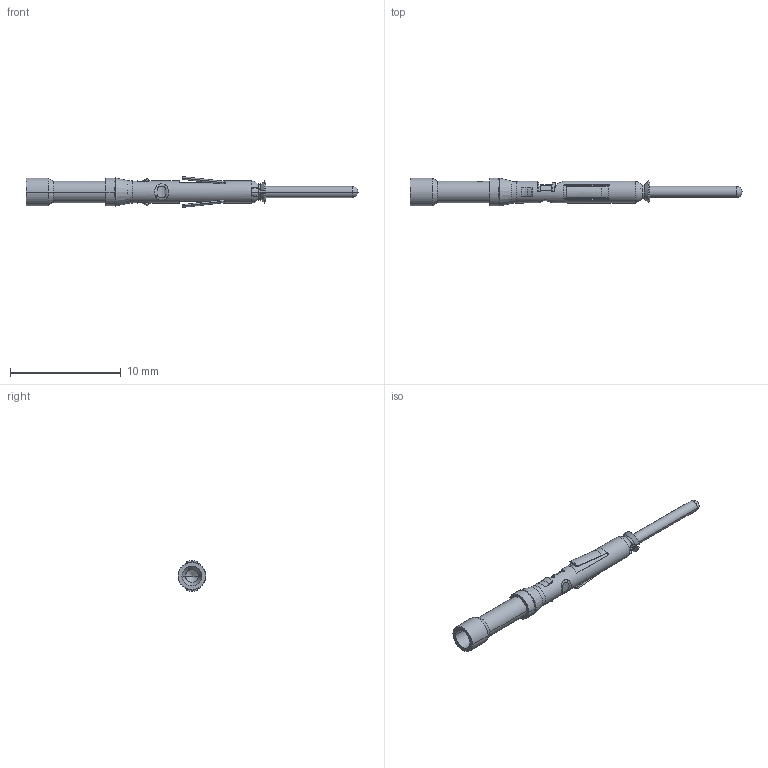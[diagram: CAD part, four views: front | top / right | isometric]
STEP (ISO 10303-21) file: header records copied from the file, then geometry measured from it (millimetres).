
FILE_DESCRIPTION((''),'2;1');
FILE_NAME('MP20W23XX-1','2017-10-11T',('flan.yang'),(''),'PRO/ENGINEER BY PARAMETRIC TECHNOLOGY CORPORATION, 2013230','PRO/ENGINEER BY PARAMETRIC TECHNOLOGY CORPORATION, 2013230','');
FILE_SCHEMA(('CONFIG_CONTROL_DESIGN'));
Length unit declared in the file: millimetre
Products named in the file (1): MP20W23XX-1
Bounding box: 30 x 2.53 x 2.79 mm (x, y, z)
Volume: 59.9 mm3; surface area: 337.9 mm2
Topology: 1 solids, 1 shells, 221 faces, 558 edges, 332 vertices
Faces by surface type: bspline 76, cylinder 50, plane 46, cone 31, torus 14, sphere 2, extrusion 2
Entity records: 9743 total; most frequent: CARTESIAN_POINT 4927, ORIENTED_EDGE 1108, DIRECTION 806, EDGE_CURVE 554, VERTEX_POINT 332, AXIS2_PLACEMENT_3D 300, EDGE_LOOP 238, FACE_OUTER_BOUND 221
